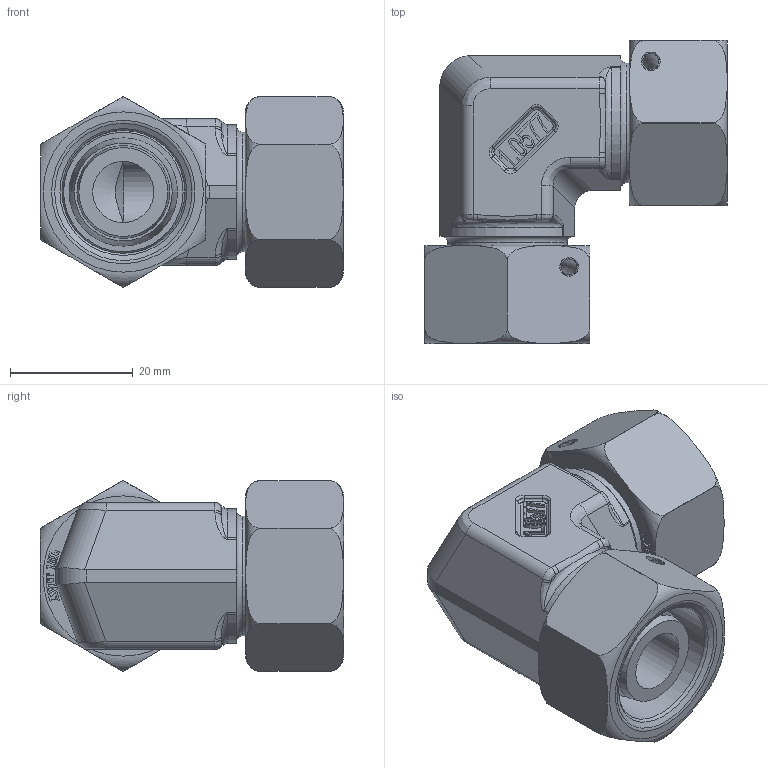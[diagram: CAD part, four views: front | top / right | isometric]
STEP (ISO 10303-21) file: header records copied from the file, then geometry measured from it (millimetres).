
FILE_DESCRIPTION(/* description */ (''),/* implementation_level */ '2;1');
FILE_NAME(/* name */ 'WKS15_TP.stp',/* time_stamp */ '2022-06-30T14:50:28+02:00',/* author */ (''),/* organization */ (''),/* preprocessor_version */ 'ST-DEVELOPER v16',/* originating_system */ 'SIEMENS PLM Software NX 10.0',/* authorisation */ '');
FILE_SCHEMA (('AP203_CONFIGURATION_CONTROLLED_3D_DESIGN_OF_MECHANICAL_PARTS_AND_ASSEMBLIES_MIM_LF { 1 0 10303 403 2 1 2}'));
Length unit declared in the file: millimetre
Products named in the file (1): jnuj183860B9a0xt
Bounding box: 49.43 x 49.5 x 31.16 mm (x, y, z)
Volume: 27374 mm3; surface area: 13800.9 mm2
Topology: 3 solids, 3 shells, 756 faces, 2035 edges, 1329 vertices
Faces by surface type: plane 573, cylinder 84, torus 38, extrusion 25, bspline 24, cone 12
Full cylindrical faces by diameter (mm): 2.65 x2, 10 x2, 19.5 x4, 20.1 x2, 20.155 x2
Entity records: 25673 total; most frequent: CARTESIAN_POINT 8863, ORIENTED_EDGE 3964, DIRECTION 2613, EDGE_CURVE 1982, VERTEX_POINT 1314, B_SPLINE_CURVE_WITH_KNOTS 1094, AXIS2_PLACEMENT_3D 967, EDGE_LOOP 848
